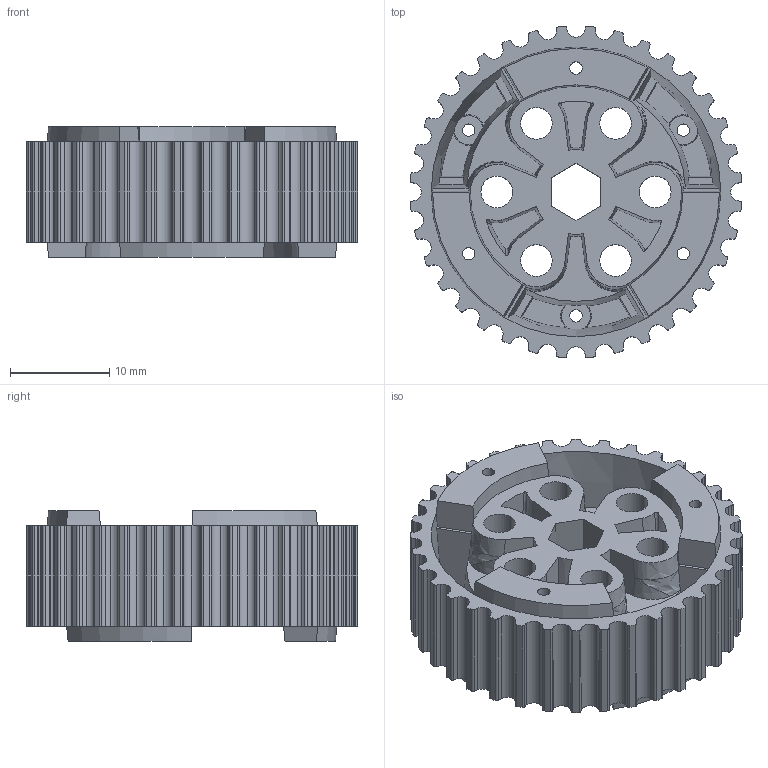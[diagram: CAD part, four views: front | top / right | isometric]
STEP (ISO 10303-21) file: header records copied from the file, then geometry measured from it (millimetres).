
FILE_DESCRIPTION (( 'STEP AP203' ), '1' );
FILE_NAME ('REV-41-1674.STEP', '2019-08-01T21:19:12', ( '' ), ( '' ), 'SwSTEP 2.0', 'SolidWorks 2018', '' );
FILE_SCHEMA (( 'CONFIG_CONTROL_DESIGN' ));
Length unit declared in the file: millimetre
Products named in the file (1): REV-41-1674
Bounding box: 33.44 x 33.44 x 13.2 mm (x, y, z)
Volume: 5039.7 mm3; surface area: 6376.9 mm2
Topology: 1 solids, 1 shells, 562 faces, 1596 edges, 1044 vertices
Faces by surface type: cylinder 303, plane 130, cone 93, bspline 36
Entity records: 20164 total; most frequent: CARTESIAN_POINT 5461, ORIENTED_EDGE 3192, DIRECTION 3144, EDGE_CURVE 1596, AXIS2_PLACEMENT_3D 1350, VERTEX_POINT 1044, CIRCLE 823, EDGE_LOOP 596
